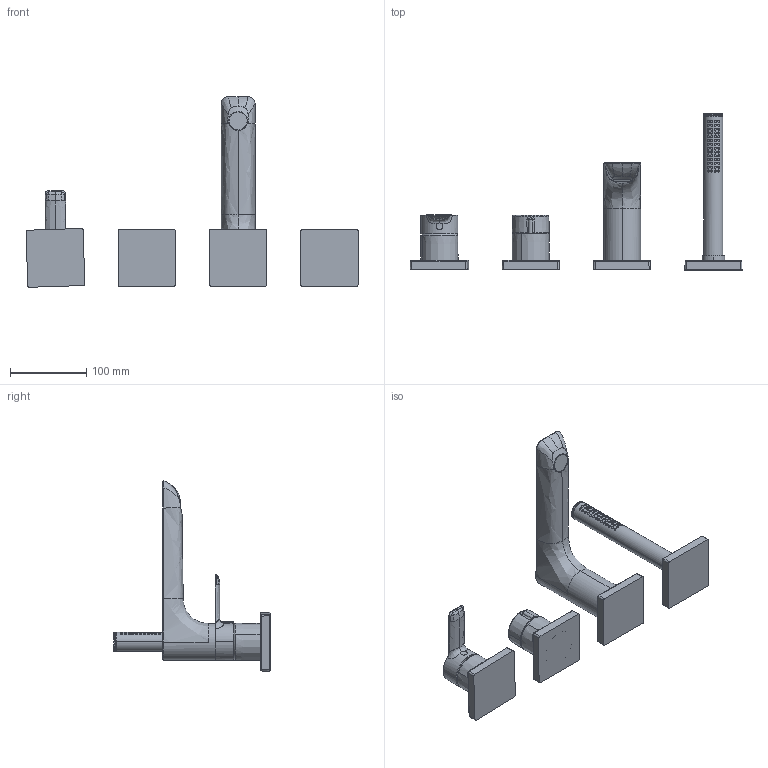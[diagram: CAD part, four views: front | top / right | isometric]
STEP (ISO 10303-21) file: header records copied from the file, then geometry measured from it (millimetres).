
FILE_DESCRIPTION (( 'STEP AP203' ), '1' );
FILE_NAME ('06442473(2024).STEP', '2023-11-07T11:30:13', ( '' ), ( '' ), 'SwSTEP 2.0', 'SolidWorks 2016', '' );
FILE_SCHEMA (( 'CONFIG_CONTROL_DESIGN' ));
Length unit declared in the file: millimetre
Products named in the file (1): 06442473(2024)
Bounding box: 436.15 x 205.05 x 250.35 mm (x, y, z)
Volume: 1085651.4 mm3; surface area: 168184.8 mm2
Topology: 13 solids, 13 shells, 283 faces, 616 edges, 417 vertices
Faces by surface type: bspline 161, cylinder 55, plane 46, cone 13, torus 6, sphere 2
Entity records: 28382 total; most frequent: CARTESIAN_POINT 23199, ORIENTED_EDGE 1226, DIRECTION 639, EDGE_CURVE 613, VERTEX_POINT 417, EDGE_LOOP 344, B_SPLINE_CURVE_WITH_KNOTS 328, ADVANCED_FACE 283
